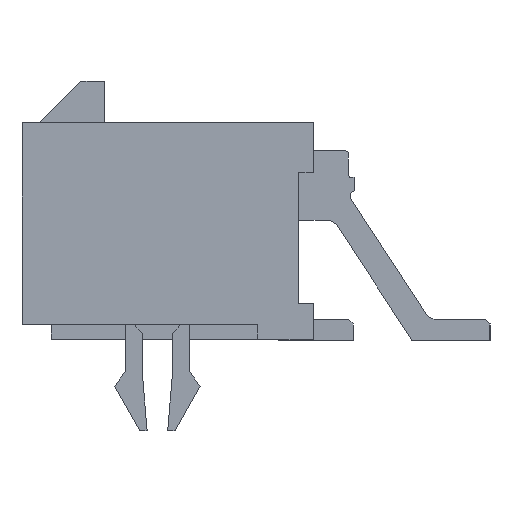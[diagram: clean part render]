
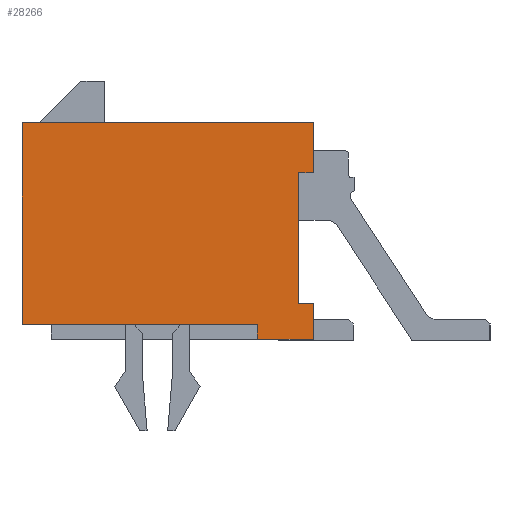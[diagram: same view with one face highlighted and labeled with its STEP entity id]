
A CAD part, left-side view. The second image highlights one B-rep face of the part: STEP entity #28266.
In plain terms, the highlighted face is planar.
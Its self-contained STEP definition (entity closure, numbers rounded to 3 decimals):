
#1942=ORIENTED_EDGE('',*,*,#7619,.T.);
#1943=ORIENTED_EDGE('',*,*,#7004,.F.);
#1944=ORIENTED_EDGE('',*,*,#7620,.T.);
#1945=ORIENTED_EDGE('',*,*,#7617,.T.);
#1946=ORIENTED_EDGE('',*,*,#7621,.T.);
#1947=ORIENTED_EDGE('',*,*,#7622,.T.);
#1948=ORIENTED_EDGE('',*,*,#6940,.F.);
#1949=ORIENTED_EDGE('',*,*,#6935,.T.);
#1950=ORIENTED_EDGE('',*,*,#7623,.T.);
#1951=ORIENTED_EDGE('',*,*,#7605,.F.);
#6935=EDGE_CURVE('',#9937,#9939,#11867,.T.);
#6940=EDGE_CURVE('',#9937,#9942,#11872,.T.);
#7004=EDGE_CURVE('',#9992,#9990,#11936,.T.);
#7605=EDGE_CURVE('',#10405,#10404,#12493,.T.);
#7617=EDGE_CURVE('',#10413,#10412,#12505,.T.);
#7619=EDGE_CURVE('',#10405,#9990,#12507,.T.);
#7620=EDGE_CURVE('',#9992,#10413,#12508,.T.);
#7621=EDGE_CURVE('',#10412,#10414,#12509,.T.);
#7622=EDGE_CURVE('',#10414,#9942,#12510,.T.);
#7623=EDGE_CURVE('',#9939,#10404,#12511,.T.);
#9937=VERTEX_POINT('',#37155);
#9939=VERTEX_POINT('',#37159);
#9942=VERTEX_POINT('',#37169);
#9990=VERTEX_POINT('',#37297);
#9992=VERTEX_POINT('',#37301);
#10404=VERTEX_POINT('',#38460);
#10405=VERTEX_POINT('',#38464);
#10412=VERTEX_POINT('',#38488);
#10413=VERTEX_POINT('',#38490);
#10414=VERTEX_POINT('',#38496);
#11867=LINE('',#37160,#14639);
#11872=LINE('',#37170,#14644);
#11936=LINE('',#37302,#14708);
#12493=LINE('',#38465,#15265);
#12505=LINE('',#38489,#15277);
#12507=LINE('',#38493,#15279);
#12508=LINE('',#38494,#15280);
#12509=LINE('',#38495,#15281);
#12510=LINE('',#38497,#15282);
#12511=LINE('',#38498,#15283);
#14639=VECTOR('',#31212,1000.);
#14644=VECTOR('',#31221,1000.);
#14708=VECTOR('',#31321,1000.);
#15265=VECTOR('',#32264,1000.);
#15277=VECTOR('',#32286,1000.);
#15279=VECTOR('',#32290,1000.);
#15280=VECTOR('',#32291,1000.);
#15281=VECTOR('',#32292,1000.);
#15282=VECTOR('',#32293,1000.);
#15283=VECTOR('',#32294,1000.);
#17132=EDGE_LOOP('',(#1942,#1943,#1944,#1945,#1946,#1947,#1948,#1949,#1950,
#1951));
#18296=FACE_BOUND('',#17132,.T.);
#19439=PLANE('',#29438);
#28266=ADVANCED_FACE('',(#18296),#19439,.T.);
#29438=AXIS2_PLACEMENT_3D('',#38492,#32288,#32289);
#31212=DIRECTION('',(0.,0.,-1.));
#31221=DIRECTION('',(-1.,0.,0.));
#31321=DIRECTION('',(0.,0.,1.));
#32264=DIRECTION('',(0.,0.,-1.));
#32286=DIRECTION('',(0.,0.,1.));
#32288=DIRECTION('',(0.,1.,0.));
#32289=DIRECTION('',(0.,0.,1.));
#32290=DIRECTION('',(-1.,0.,0.));
#32291=DIRECTION('',(-1.,0.,0.));
#32292=DIRECTION('',(1.,0.,0.));
#32293=DIRECTION('',(0.,0.,-1.));
#32294=DIRECTION('',(-1.,0.,0.));
#37155=CARTESIAN_POINT('',(3.93,16.85,-3.05));
#37159=CARTESIAN_POINT('',(3.93,16.85,-4.95));
#37160=CARTESIAN_POINT('',(3.93,16.85,-3.05));
#37169=CARTESIAN_POINT('',(3.43,16.85,-3.05));
#37170=CARTESIAN_POINT('',(3.93,16.85,-3.05));
#37297=CARTESIAN_POINT('',(-1.73,16.85,-4.45));
#37301=CARTESIAN_POINT('',(-1.73,16.85,-4.95));
#37302=CARTESIAN_POINT('',(-1.73,16.85,-4.95));
#38460=CARTESIAN_POINT('',(2.73,16.85,-4.95));
#38464=CARTESIAN_POINT('',(2.73,16.85,-4.45));
#38465=CARTESIAN_POINT('',(2.73,16.85,-4.45));
#38488=CARTESIAN_POINT('',(-3.43,16.85,4.95));
#38489=CARTESIAN_POINT('',(-3.43,16.85,-4.95));
#38490=CARTESIAN_POINT('',(-3.43,16.85,-4.95));
#38492=CARTESIAN_POINT('',(0.,16.85,0.));
#38493=CARTESIAN_POINT('',(-2.73,16.85,-4.45));
#38494=CARTESIAN_POINT('',(3.43,16.85,-4.95));
#38495=CARTESIAN_POINT('',(-3.43,16.85,4.95));
#38496=CARTESIAN_POINT('',(3.43,16.85,4.95));
#38497=CARTESIAN_POINT('',(3.43,16.85,4.95));
#38498=CARTESIAN_POINT('',(3.43,16.85,-4.95));
